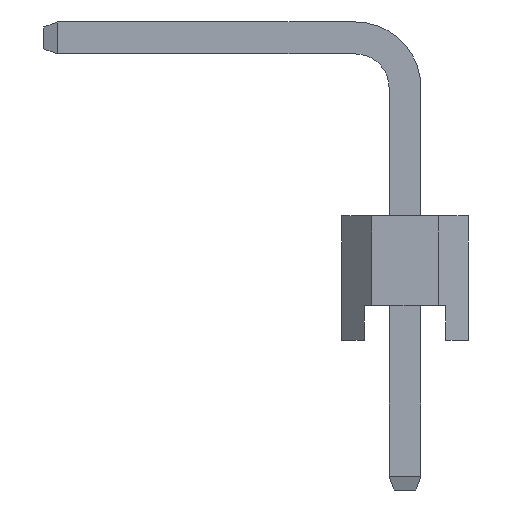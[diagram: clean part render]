
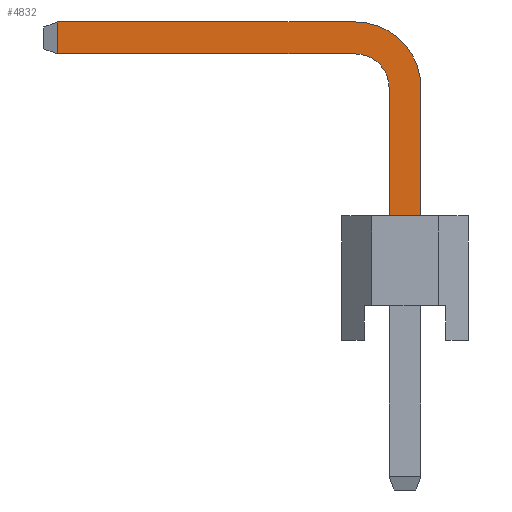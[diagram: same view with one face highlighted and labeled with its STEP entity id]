
A CAD part, left-side view. The second image highlights one B-rep face of the part: STEP entity #4832.
In plain terms, the highlighted planar face has unit normal (-1, 0, 0).
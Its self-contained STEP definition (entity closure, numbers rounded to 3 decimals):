
#4832=ADVANCED_FACE('',(#14902),#14904,.T.);
#14902=FACE_BOUND('',#14903,.T.);
#14903=EDGE_LOOP('',(#23209,#23210,#23211,#23212,#23213,#23214,#23215,#23216));
#14904=PLANE('',#14905);
#14905=AXIS2_PLACEMENT_3D('',#14906,#14907,#14908);
#14906=CARTESIAN_POINT('',(-0.32,0.32,-3.));
#14907=DIRECTION('',(-1.,0.,0.));
#14908=DIRECTION('',(0.,-1.,0.));
#23209=ORIENTED_EDGE('',*,*,#28242,.F.);
#23210=ORIENTED_EDGE('',*,*,#28243,.F.);
#23211=ORIENTED_EDGE('',*,*,#28244,.F.);
#23212=ORIENTED_EDGE('',*,*,#28231,.F.);
#23213=ORIENTED_EDGE('',*,*,#26350,.T.);
#23214=ORIENTED_EDGE('',*,*,#28241,.T.);
#23215=ORIENTED_EDGE('',*,*,#28245,.T.);
#23216=ORIENTED_EDGE('',*,*,#28246,.T.);
#26350=EDGE_CURVE('',#29848,#29852,#29854,.T.);
#28231=EDGE_CURVE('',#29848,#33013,#33014,.T.);
#28241=EDGE_CURVE('',#29852,#33029,#33031,.T.);
#28242=EDGE_CURVE('',#33032,#33033,#33034,.T.);
#28243=EDGE_CURVE('',#33035,#33032,#33036,.T.);
#28244=EDGE_CURVE('',#33013,#33035,#33037,.T.);
#28245=EDGE_CURVE('',#33029,#33038,#33039,.T.);
#28246=EDGE_CURVE('',#33038,#33033,#33040,.T.);
#29848=VERTEX_POINT('',#35706);
#29852=VERTEX_POINT('',#35714);
#29854=LINE('',#35718,#35719);
#33013=VERTEX_POINT('',#42787);
#33014=LINE('',#42788,#42789);
#33029=VERTEX_POINT('',#42823);
#33031=LINE('',#42827,#42828);
#33032=VERTEX_POINT('',#42830);
#33033=VERTEX_POINT('',#42831);
#33034=LINE('',#42832,#42833);
#33035=VERTEX_POINT('',#42835);
#33036=LINE('',#42836,#42837);
#33037=CIRCLE('',#42839,0.68);
#33038=VERTEX_POINT('',#42843);
#33039=CIRCLE('',#42844,1.32);
#33040=LINE('',#42848,#42849);
#35706=CARTESIAN_POINT('',(-0.32,0.32,2.5));
#35714=CARTESIAN_POINT('',(-0.32,-0.32,2.5));
#35718=CARTESIAN_POINT('',(-0.32,0.32,2.5));
#35719=VECTOR('',#35720,1.);
#35720=DIRECTION('',(0.,-1.,0.));
#42787=CARTESIAN_POINT('',(-0.32,0.32,5.07));
#42788=CARTESIAN_POINT('',(-0.32,0.32,2.5));
#42789=VECTOR('',#42790,1.);
#42790=DIRECTION('',(0.,0.,1.));
#42823=CARTESIAN_POINT('',(-0.32,-0.32,5.07));
#42827=CARTESIAN_POINT('',(-0.32,-0.32,2.5));
#42828=VECTOR('',#42829,1.);
#42829=DIRECTION('',(0.,0.,1.));
#42830=CARTESIAN_POINT('',(-0.32,6.975,5.75));
#42831=CARTESIAN_POINT('',(-0.32,6.975,6.39));
#42832=CARTESIAN_POINT('',(-0.32,6.975,5.75));
#42833=VECTOR('',#42834,1.);
#42834=DIRECTION('',(0.,0.,1.));
#42835=CARTESIAN_POINT('',(-0.32,1.,5.75));
#42836=CARTESIAN_POINT('',(-0.32,1.,5.75));
#42837=VECTOR('',#42838,1.);
#42838=DIRECTION('',(0.,1.,0.));
#42839=AXIS2_PLACEMENT_3D('',#42840,#42841,#42842);
#42840=CARTESIAN_POINT('',(-0.32,1.,5.07));
#42841=DIRECTION('',(-1.,-0.,0.));
#42842=DIRECTION('',(0.,-1.,0.));
#42843=CARTESIAN_POINT('',(-0.32,1.,6.39));
#42844=AXIS2_PLACEMENT_3D('',#42845,#42846,#42847);
#42845=CARTESIAN_POINT('',(-0.32,1.,5.07));
#42846=DIRECTION('',(-1.,-0.,0.));
#42847=DIRECTION('',(0.,-1.,0.));
#42848=CARTESIAN_POINT('',(-0.32,1.,6.39));
#42849=VECTOR('',#42850,1.);
#42850=DIRECTION('',(0.,1.,0.));
